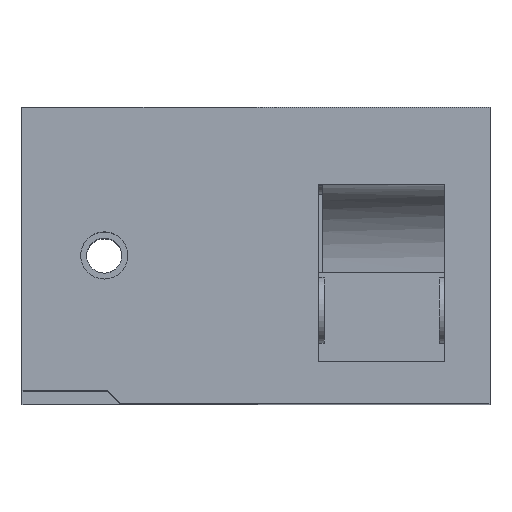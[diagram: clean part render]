
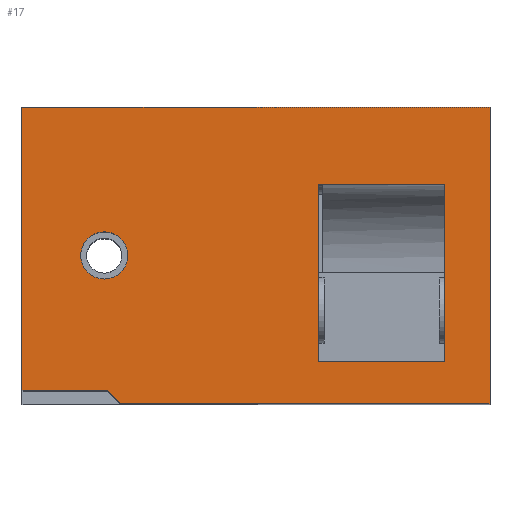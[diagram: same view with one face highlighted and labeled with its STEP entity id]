
A CAD part, top view. The second image highlights one B-rep face of the part: STEP entity #17.
In plain terms, the highlighted planar face has unit normal (0, 0, 1).
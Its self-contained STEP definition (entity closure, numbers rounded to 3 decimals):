
#17 = ADVANCED_FACE('',(#18,#68,#79),#113,.T.);
#18 = FACE_BOUND('',#19,.T.);
#19 = EDGE_LOOP('',(#20,#30,#38,#46,#54,#62));
#20 = ORIENTED_EDGE('',*,*,#21,.T.);
#21 = EDGE_CURVE('',#22,#24,#26,.T.);
#22 = VERTEX_POINT('',#23);
#23 = CARTESIAN_POINT('',(-4.87,-2.8,48.));
#24 = VERTEX_POINT('',#25);
#25 = CARTESIAN_POINT('',(-3.67,-4.,48.));
#26 = LINE('',#27,#28);
#27 = CARTESIAN_POINT('',(-4.87,-2.8,48.));
#28 = VECTOR('',#29,1.);
#29 = DIRECTION('',(0.707,-0.707,0.));
#30 = ORIENTED_EDGE('',*,*,#31,.T.);
#31 = EDGE_CURVE('',#24,#32,#34,.T.);
#32 = VERTEX_POINT('',#33);
#33 = CARTESIAN_POINT('',(30.,-4.,48.));
#34 = LINE('',#35,#36);
#35 = CARTESIAN_POINT('',(24.5,-4.,48.));
#36 = VECTOR('',#37,1.);
#37 = DIRECTION('',(1.,0.,0.));
#38 = ORIENTED_EDGE('',*,*,#39,.T.);
#39 = EDGE_CURVE('',#32,#40,#42,.T.);
#40 = VERTEX_POINT('',#41);
#41 = CARTESIAN_POINT('',(30.,23.,48.));
#42 = LINE('',#43,#44);
#43 = CARTESIAN_POINT('',(30.,9.487,48.));
#44 = VECTOR('',#45,1.);
#45 = DIRECTION('',(0.,1.,0.));
#46 = ORIENTED_EDGE('',*,*,#47,.T.);
#47 = EDGE_CURVE('',#40,#48,#50,.T.);
#48 = VERTEX_POINT('',#49);
#49 = CARTESIAN_POINT('',(-12.67,23.,48.));
#50 = LINE('',#51,#52);
#51 = CARTESIAN_POINT('',(-2.5,23.,48.));
#52 = VECTOR('',#53,1.);
#53 = DIRECTION('',(-1.,-0.,-0.));
#54 = ORIENTED_EDGE('',*,*,#55,.F.);
#55 = EDGE_CURVE('',#56,#48,#58,.T.);
#56 = VERTEX_POINT('',#57);
#57 = CARTESIAN_POINT('',(-12.67,-2.8,48.));
#58 = LINE('',#59,#60);
#59 = CARTESIAN_POINT('',(-12.67,-4.,48.));
#60 = VECTOR('',#61,1.);
#61 = DIRECTION('',(0.,1.,0.));
#62 = ORIENTED_EDGE('',*,*,#63,.T.);
#63 = EDGE_CURVE('',#56,#22,#64,.T.);
#64 = LINE('',#65,#66);
#65 = CARTESIAN_POINT('',(-12.67,-2.8,48.));
#66 = VECTOR('',#67,1.);
#67 = DIRECTION('',(1.,0.,0.));
#68 = FACE_BOUND('',#69,.T.);
#69 = EDGE_LOOP('',(#70));
#70 = ORIENTED_EDGE('',*,*,#71,.F.);
#71 = EDGE_CURVE('',#72,#72,#74,.T.);
#72 = VERTEX_POINT('',#73);
#73 = CARTESIAN_POINT('',(-3.02,9.5,48.));
#74 = CIRCLE('',#75,2.15);
#75 = AXIS2_PLACEMENT_3D('',#76,#77,#78);
#76 = CARTESIAN_POINT('',(-5.17,9.5,48.));
#77 = DIRECTION('',(0.,0.,1.));
#78 = DIRECTION('',(1.,0.,0.));
#79 = FACE_BOUND('',#80,.T.);
#80 = EDGE_LOOP('',(#81,#91,#99,#107));
#81 = ORIENTED_EDGE('',*,*,#82,.T.);
#82 = EDGE_CURVE('',#83,#85,#87,.T.);
#83 = VERTEX_POINT('',#84);
#84 = CARTESIAN_POINT('',(14.38,-0.2,48.));
#85 = VERTEX_POINT('',#86);
#86 = CARTESIAN_POINT('',(14.38,16.,48.));
#87 = LINE('',#88,#89);
#88 = CARTESIAN_POINT('',(14.38,-4.,48.));
#89 = VECTOR('',#90,1.);
#90 = DIRECTION('',(0.,1.,0.));
#91 = ORIENTED_EDGE('',*,*,#92,.F.);
#92 = EDGE_CURVE('',#93,#85,#95,.T.);
#93 = VERTEX_POINT('',#94);
#94 = CARTESIAN_POINT('',(25.88,16.,48.));
#95 = LINE('',#96,#97);
#96 = CARTESIAN_POINT('',(14.75,16.,48.));
#97 = VECTOR('',#98,1.);
#98 = DIRECTION('',(-1.,0.,0.));
#99 = ORIENTED_EDGE('',*,*,#100,.T.);
#100 = EDGE_CURVE('',#93,#101,#103,.T.);
#101 = VERTEX_POINT('',#102);
#102 = CARTESIAN_POINT('',(25.88,-0.2,48.));
#103 = LINE('',#104,#105);
#104 = CARTESIAN_POINT('',(25.88,19.,48.));
#105 = VECTOR('',#106,1.);
#106 = DIRECTION('',(0.,-1.,0.));
#107 = ORIENTED_EDGE('',*,*,#108,.F.);
#108 = EDGE_CURVE('',#83,#101,#109,.T.);
#109 = LINE('',#110,#111);
#110 = CARTESIAN_POINT('',(25.75,-0.2,48.));
#111 = VECTOR('',#112,1.);
#112 = DIRECTION('',(1.,0.,0.));
#113 = PLANE('',#114);
#114 = AXIS2_PLACEMENT_3D('',#115,#116,#117);
#115 = CARTESIAN_POINT('',(8.665,9.5,48.));
#116 = DIRECTION('',(0.,0.,1.));
#117 = DIRECTION('',(1.,0.,0.));
